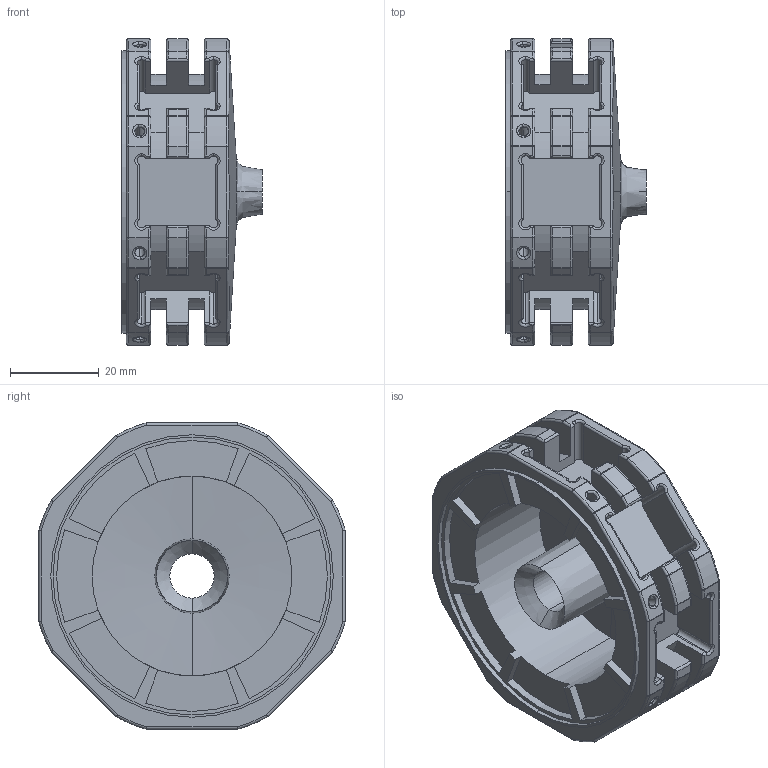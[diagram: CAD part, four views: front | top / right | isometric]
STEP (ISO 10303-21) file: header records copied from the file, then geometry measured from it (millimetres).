
FILE_DESCRIPTION (( 'STEP AP203' ), '1' );
FILE_NAME ('support bobine.STEP', '2019-10-09T08:17:49', ( '' ), ( '' ), 'SwSTEP 2.0', 'SolidWorks 2017', '' );
FILE_SCHEMA (( 'CONFIG_CONTROL_DESIGN' ));
Length unit declared in the file: millimetre
Products named in the file (1): support bobine
Bounding box: 31.54 x 69 x 69 mm (x, y, z)
Volume: 29669.1 mm3; surface area: 26339.2 mm2
Topology: 1 solids, 1 shells, 686 faces, 1623 edges, 924 vertices
Faces by surface type: cylinder 314, plane 144, torus 98, sphere 96, bspline 26, cone 8
Entity records: 21498 total; most frequent: CARTESIAN_POINT 5984, DIRECTION 3399, ORIENTED_EDGE 3198, EDGE_CURVE 1599, AXIS2_PLACEMENT_3D 1353, VERTEX_POINT 924, EDGE_LOOP 697, VECTOR 693
